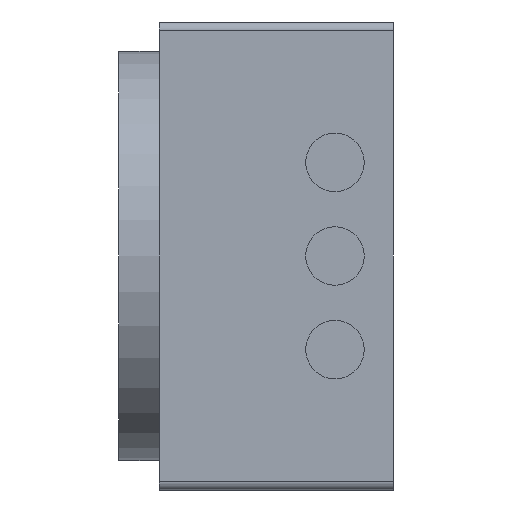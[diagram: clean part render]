
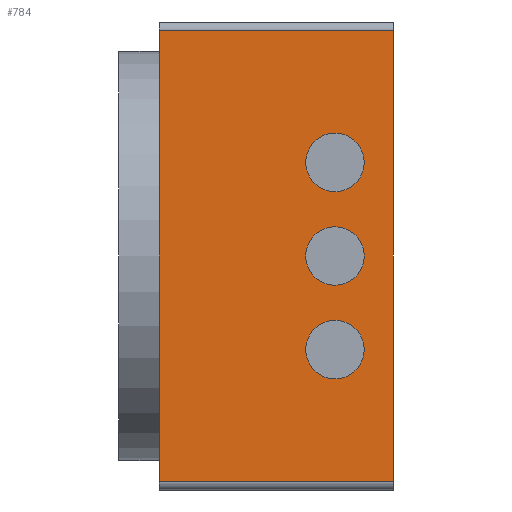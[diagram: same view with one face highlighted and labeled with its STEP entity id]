
A CAD part, left-side view. The second image highlights one B-rep face of the part: STEP entity #784.
In plain terms, the highlighted planar face has unit normal (-1, 0, 0).
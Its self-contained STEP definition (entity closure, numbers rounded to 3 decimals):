
#57=DIRECTION('',(0.,0.,1.));
#58=VECTOR('',#57,7.7);
#59=CARTESIAN_POINT('',(-12.,0.,-3.85));
#60=LINE('',#59,#58);
#200=DIRECTION('',(0.,0.,1.));
#201=VECTOR('',#200,7.7);
#202=CARTESIAN_POINT('',(-12.,4.,-3.85));
#203=LINE('',#202,#201);
#288=CARTESIAN_POINT('',(-12.,1.,0.));
#289=DIRECTION('',(-1.,0.,0.));
#290=DIRECTION('',(0.,0.,1.));
#291=AXIS2_PLACEMENT_3D('',#288,#289,#290);
#296=CARTESIAN_POINT('',(-12.,1.,0.));
#297=DIRECTION('',(-1.,0.,0.));
#298=DIRECTION('',(0.,0.,-1.));
#299=AXIS2_PLACEMENT_3D('',#296,#297,#298);
#304=CARTESIAN_POINT('',(-12.,1.,1.6));
#305=DIRECTION('',(-1.,0.,0.));
#306=DIRECTION('',(0.,0.,1.));
#307=AXIS2_PLACEMENT_3D('',#304,#305,#306);
#312=CARTESIAN_POINT('',(-12.,1.,1.6));
#313=DIRECTION('',(-1.,0.,0.));
#314=DIRECTION('',(0.,0.,-1.));
#315=AXIS2_PLACEMENT_3D('',#312,#313,#314);
#320=CARTESIAN_POINT('',(-12.,1.,-1.6));
#321=DIRECTION('',(-1.,0.,0.));
#322=DIRECTION('',(0.,0.,1.));
#323=AXIS2_PLACEMENT_3D('',#320,#321,#322);
#328=CARTESIAN_POINT('',(-12.,1.,-1.6));
#329=DIRECTION('',(-1.,0.,0.));
#330=DIRECTION('',(0.,0.,-1.));
#331=AXIS2_PLACEMENT_3D('',#328,#329,#330);
#336=DIRECTION('',(0.,-1.,0.));
#337=VECTOR('',#336,4.);
#338=CARTESIAN_POINT('',(-12.,4.,-3.85));
#339=LINE('',#338,#337);
#343=DIRECTION('',(0.,-1.,0.));
#344=VECTOR('',#343,4.);
#345=CARTESIAN_POINT('',(-12.,4.,3.85));
#346=LINE('',#345,#344);
#486=CARTESIAN_POINT('',(-12.,1.,0.5));
#487=CARTESIAN_POINT('',(-12.,1.,-0.5));
#488=VERTEX_POINT('',#486);
#489=VERTEX_POINT('',#487);
#490=CARTESIAN_POINT('',(-12.,1.,2.1));
#491=CARTESIAN_POINT('',(-12.,1.,1.1));
#492=VERTEX_POINT('',#490);
#493=VERTEX_POINT('',#491);
#494=CARTESIAN_POINT('',(-12.,1.,-1.1));
#495=CARTESIAN_POINT('',(-12.,1.,-2.1));
#496=VERTEX_POINT('',#494);
#497=VERTEX_POINT('',#495);
#506=CARTESIAN_POINT('',(-12.,0.,-3.85));
#508=VERTEX_POINT('',#506);
#512=CARTESIAN_POINT('',(-12.,4.,-3.85));
#513=VERTEX_POINT('',#512);
#515=CARTESIAN_POINT('',(-12.,0.,3.85));
#517=VERTEX_POINT('',#515);
#518=CARTESIAN_POINT('',(-12.,4.,3.85));
#519=VERTEX_POINT('',#518);
#754=CARTESIAN_POINT('',(-12.,0.,-4.));
#755=DIRECTION('',(-1.,0.,0.));
#756=DIRECTION('',(0.,0.,1.));
#757=AXIS2_PLACEMENT_3D('',#754,#755,#756);
#758=PLANE('',#757);
#760=ORIENTED_EDGE('',*,*,#759,.F.);
#761=ORIENTED_EDGE('',*,*,#618,.T.);
#762=ORIENTED_EDGE('',*,*,#747,.T.);
#763=ORIENTED_EDGE('',*,*,#541,.F.);
#764=EDGE_LOOP('',(#760,#761,#762,#763));
#765=FACE_OUTER_BOUND('',#764,.F.);
#767=ORIENTED_EDGE('',*,*,#766,.T.);
#769=ORIENTED_EDGE('',*,*,#768,.T.);
#770=EDGE_LOOP('',(#767,#769));
#771=FACE_BOUND('',#770,.F.);
#773=ORIENTED_EDGE('',*,*,#772,.T.);
#775=ORIENTED_EDGE('',*,*,#774,.T.);
#776=EDGE_LOOP('',(#773,#775));
#777=FACE_BOUND('',#776,.F.);
#779=ORIENTED_EDGE('',*,*,#778,.T.);
#781=ORIENTED_EDGE('',*,*,#780,.T.);
#782=EDGE_LOOP('',(#779,#781));
#783=FACE_BOUND('',#782,.F.);
#784=ADVANCED_FACE('',(#765,#771,#777,#783),#758,.T.);
#292=CIRCLE('',#291,0.5);
#300=CIRCLE('',#299,0.5);
#308=CIRCLE('',#307,0.5);
#316=CIRCLE('',#315,0.5);
#324=CIRCLE('',#323,0.5);
#332=CIRCLE('',#331,0.5);
#541=EDGE_CURVE('',#508,#517,#60,.T.);
#618=EDGE_CURVE('',#513,#519,#203,.T.);
#747=EDGE_CURVE('',#519,#517,#346,.T.);
#759=EDGE_CURVE('',#513,#508,#339,.T.);
#766=EDGE_CURVE('',#488,#489,#292,.T.);
#768=EDGE_CURVE('',#489,#488,#300,.T.);
#772=EDGE_CURVE('',#492,#493,#308,.T.);
#774=EDGE_CURVE('',#493,#492,#316,.T.);
#778=EDGE_CURVE('',#496,#497,#324,.T.);
#780=EDGE_CURVE('',#497,#496,#332,.T.);
